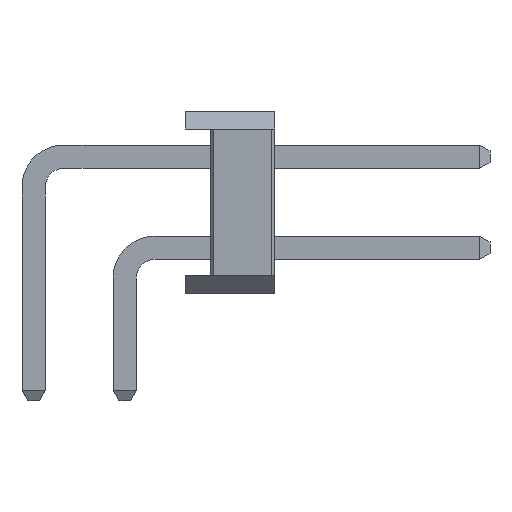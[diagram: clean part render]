
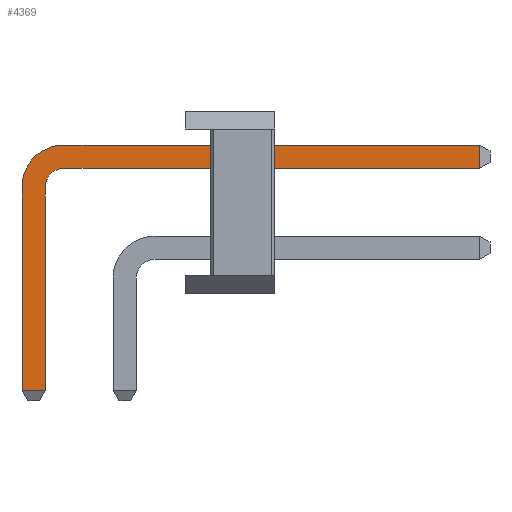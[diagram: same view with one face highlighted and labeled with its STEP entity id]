
A CAD part, left-side view. The second image highlights one B-rep face of the part: STEP entity #4369.
In plain terms, the highlighted planar face has unit normal (-1, 0, 0).
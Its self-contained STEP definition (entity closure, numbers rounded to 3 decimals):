
#4369=ADVANCED_FACE('',(#7861),#7863,.T.);
#7861=FACE_BOUND('',#7862,.T.);
#7862=EDGE_LOOP('',(#10146,#10147,#10148,#10149,#10150,#10151,#10152,#10153));
#7863=PLANE('',#7864);
#7864=AXIS2_PLACEMENT_3D('',#7865,#7866,#7867);
#7865=CARTESIAN_POINT('',(-0.325,-1.685,4.135));
#7866=DIRECTION('',(-1.,-0.,-0.));
#7867=DIRECTION('',(0.,0.,-1.));
#10146=ORIENTED_EDGE('',*,*,#11322,.F.);
#10147=ORIENTED_EDGE('',*,*,#11324,.F.);
#10148=ORIENTED_EDGE('',*,*,#11325,.F.);
#10149=ORIENTED_EDGE('',*,*,#11326,.T.);
#10150=ORIENTED_EDGE('',*,*,#11327,.F.);
#10151=ORIENTED_EDGE('',*,*,#11328,.F.);
#10152=ORIENTED_EDGE('',*,*,#11329,.T.);
#10153=ORIENTED_EDGE('',*,*,#11314,.T.);
#11314=EDGE_CURVE('',#13026,#13018,#13027,.T.);
#11322=EDGE_CURVE('',#13039,#13018,#13040,.T.);
#11324=EDGE_CURVE('',#13042,#13039,#13043,.T.);
#11325=EDGE_CURVE('',#13044,#13042,#13045,.T.);
#11326=EDGE_CURVE('',#13044,#13046,#13047,.T.);
#11327=EDGE_CURVE('',#13048,#13046,#13049,.T.);
#11328=EDGE_CURVE('',#13050,#13048,#13051,.T.);
#11329=EDGE_CURVE('',#13050,#13026,#13052,.T.);
#13018=VERTEX_POINT('',#16886);
#13026=VERTEX_POINT('',#16902);
#13027=LINE('',#16903,#16904);
#13039=VERTEX_POINT('',#16931);
#13040=LINE('',#16932,#16933);
#13042=VERTEX_POINT('',#16938);
#13043=LINE('',#16939,#16940);
#13044=VERTEX_POINT('',#16942);
#13045=CIRCLE('',#16943,0.52);
#13046=VERTEX_POINT('',#16947);
#13047=LINE('',#16948,#16949);
#13048=VERTEX_POINT('',#16951);
#13049=LINE('',#16952,#16953);
#13050=VERTEX_POINT('',#16955);
#13051=LINE('',#16956,#16957);
#13052=CIRCLE('',#16959,1.17);
#16886=CARTESIAN_POINT('',(-0.325,2.865,-2.719));
#16902=CARTESIAN_POINT('',(-0.325,2.865,2.965));
#16903=CARTESIAN_POINT('',(-0.325,2.865,2.965));
#16904=VECTOR('',#16905,1.);
#16905=DIRECTION('',(0.,0.,-1.));
#16931=CARTESIAN_POINT('',(-0.325,2.215,-2.719));
#16932=CARTESIAN_POINT('',(-0.325,2.215,-2.719));
#16933=VECTOR('',#16934,1.);
#16934=DIRECTION('',(0.,1.,0.));
#16938=CARTESIAN_POINT('',(-0.325,2.215,2.965));
#16939=CARTESIAN_POINT('',(-0.325,2.215,2.965));
#16940=VECTOR('',#16941,1.);
#16941=DIRECTION('',(0.,0.,-1.));
#16942=CARTESIAN_POINT('',(-0.325,1.695,3.485));
#16943=AXIS2_PLACEMENT_3D('',#16944,#16945,#16946);
#16944=CARTESIAN_POINT('',(-0.325,1.695,2.965));
#16945=DIRECTION('',(-1.,0.,-0.));
#16946=DIRECTION('',(0.,0.,1.));
#16947=CARTESIAN_POINT('',(-0.325,-9.904,3.485));
#16948=CARTESIAN_POINT('',(-0.325,1.695,3.485));
#16949=VECTOR('',#16950,1.);
#16950=DIRECTION('',(0.,-1.,0.));
#16951=CARTESIAN_POINT('',(-0.325,-9.904,4.135));
#16952=CARTESIAN_POINT('',(-0.325,-9.904,4.135));
#16953=VECTOR('',#16954,1.);
#16954=DIRECTION('',(0.,0.,-1.));
#16955=CARTESIAN_POINT('',(-0.325,1.695,4.135));
#16956=CARTESIAN_POINT('',(-0.325,1.695,4.135));
#16957=VECTOR('',#16958,1.);
#16958=DIRECTION('',(0.,-1.,0.));
#16959=AXIS2_PLACEMENT_3D('',#16960,#16961,#16962);
#16960=CARTESIAN_POINT('',(-0.325,1.695,2.965));
#16961=DIRECTION('',(-1.,0.,-0.));
#16962=DIRECTION('',(0.,0.,1.));
